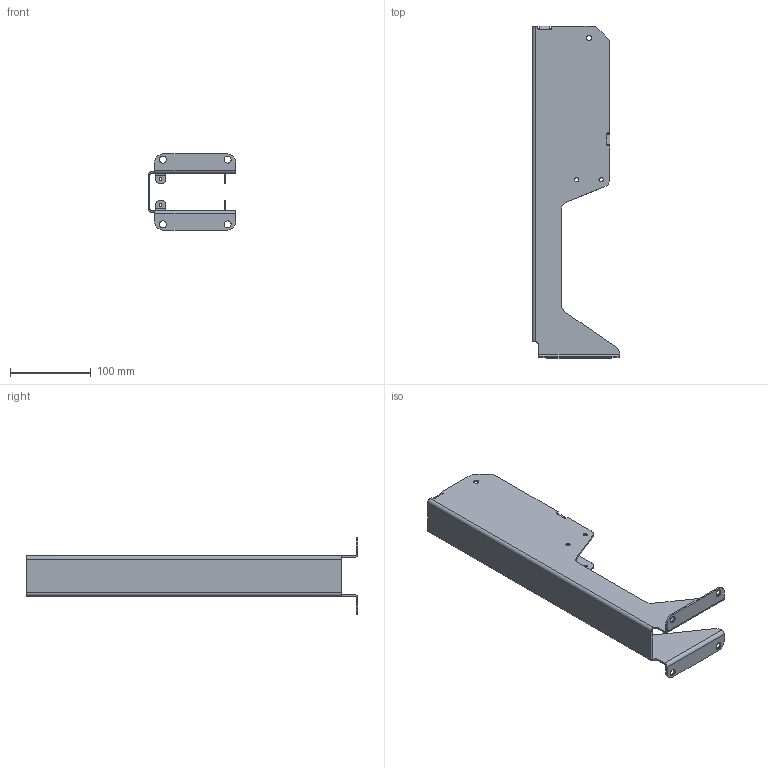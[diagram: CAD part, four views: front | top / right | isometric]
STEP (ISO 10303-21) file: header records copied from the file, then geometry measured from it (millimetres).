
FILE_DESCRIPTION((''),'2;1');
FILE_NAME('DECAPPER-BOX','2020-09-30T12:03:07',('yvde'),('Device R&D - Novo Nordisk'),'CREO PARAMETRIC BY PTC INC, 2017380','CREO PARAMETRIC BY PTC INC, 2017380','');
FILE_SCHEMA(('CONFIG_CONTROL_DESIGN','SHAPE_APPEARANCE_LAYERS_GROUPS'));
Length unit declared in the file: millimetre
Products named in the file (1): DECAPPER-BOX
Bounding box: 108 x 410 x 94 mm (x, y, z)
Volume: 159863.8 mm3; surface area: 163702.2 mm2
Topology: 1 solids, 1 shells, 168 faces, 438 edges, 272 vertices
Faces by surface type: plane 82, cylinder 78, bspline 8
Entity records: 7286 total; most frequent: CARTESIAN_POINT 1566, DIRECTION 894, ORIENTED_EDGE 876, PRESENTATION_STYLE_ASSIGNMENT 439, STYLED_ITEM 439, CURVE_STYLE 438, EDGE_CURVE 438, AXIS2_PLACEMENT_3D 316
